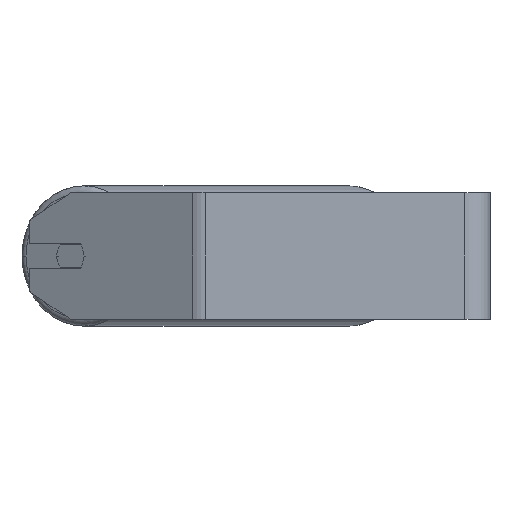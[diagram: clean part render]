
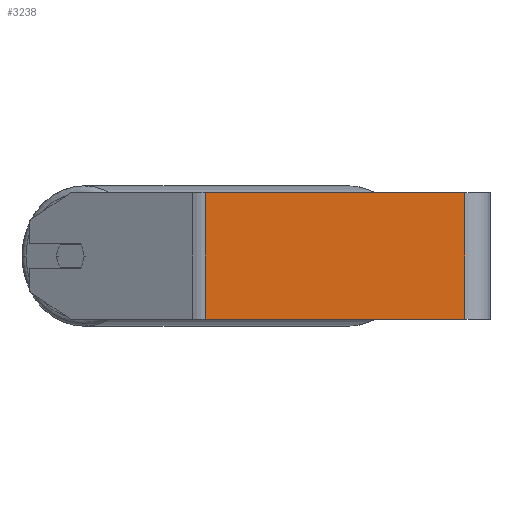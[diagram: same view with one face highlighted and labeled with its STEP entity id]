
A CAD part, left-side view. The second image highlights one B-rep face of the part: STEP entity #3238.
In plain terms, the highlighted planar face has unit normal (-1, 0, 0).
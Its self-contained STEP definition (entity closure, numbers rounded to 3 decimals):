
#198 = CARTESIAN_POINT ( 'NONE',  ( -380., 180.717, 40. ) ) ;
#466 = CARTESIAN_POINT ( 'NONE',  ( -380., 16., 40. ) ) ;
#625 = LINE ( 'NONE', #2845, #1671 ) ;
#790 = CARTESIAN_POINT ( 'NONE',  ( -380., 180.717, 40. ) ) ;
#837 = LINE ( 'NONE', #2463, #5060 ) ;
#1035 = DIRECTION ( 'NONE',  ( 1., 0., 0. ) ) ;
#1044 = CARTESIAN_POINT ( 'NONE',  ( -380., 180.717, -40. ) ) ;
#1310 = VERTEX_POINT ( 'NONE', #2772 ) ;
#1315 = LINE ( 'NONE', #790, #2469 ) ;
#1671 = VECTOR ( 'NONE', #1786, 1000. ) ;
#1729 = ORIENTED_EDGE ( 'NONE', *, *, #2317, .F. ) ;
#1786 = DIRECTION ( 'NONE',  ( 0., -1., 0. ) ) ;
#1918 = DIRECTION ( 'NONE',  ( 0., 0., -1. ) ) ;
#2257 = VERTEX_POINT ( 'NONE', #4676 ) ;
#2317 = EDGE_CURVE ( 'NONE', #6685, #2257, #837, .T. ) ;
#2463 = CARTESIAN_POINT ( 'NONE',  ( -380., 185.004, 40. ) ) ;
#2469 = VECTOR ( 'NONE', #1918, 1000. ) ;
#2560 = EDGE_CURVE ( 'NONE', #6898, #1310, #625, .T. ) ;
#2579 = AXIS2_PLACEMENT_3D ( 'NONE', #5857, #1035, #2654 ) ;
#2654 = DIRECTION ( 'NONE',  ( 0., 0., -1. ) ) ;
#2772 = CARTESIAN_POINT ( 'NONE',  ( -380., 16., -40. ) ) ;
#2845 = CARTESIAN_POINT ( 'NONE',  ( -380., 185.004, -40. ) ) ;
#3036 = VECTOR ( 'NONE', #6906, 1000. ) ;
#3039 = EDGE_CURVE ( 'NONE', #6685, #6898, #1315, .T. ) ;
#3238 = ADVANCED_FACE ( 'NONE', ( #5706 ), #3719, .F. ) ;
#3508 = ORIENTED_EDGE ( 'NONE', *, *, #4862, .F. ) ;
#3608 = LINE ( 'NONE', #466, #3036 ) ;
#3719 = PLANE ( 'NONE',  #2579 ) ;
#4474 = EDGE_LOOP ( 'NONE', ( #6027, #3508, #1729, #6138 ) ) ;
#4607 = DIRECTION ( 'NONE',  ( 0., -1., 0. ) ) ;
#4676 = CARTESIAN_POINT ( 'NONE',  ( -380., 16., 40. ) ) ;
#4862 = EDGE_CURVE ( 'NONE', #2257, #1310, #3608, .T. ) ;
#5060 = VECTOR ( 'NONE', #4607, 1000. ) ;
#5706 = FACE_OUTER_BOUND ( 'NONE', #4474, .T. ) ;
#5857 = CARTESIAN_POINT ( 'NONE',  ( -380., 185.004, 40. ) ) ;
#6027 = ORIENTED_EDGE ( 'NONE', *, *, #2560, .T. ) ;
#6138 = ORIENTED_EDGE ( 'NONE', *, *, #3039, .T. ) ;
#6685 = VERTEX_POINT ( 'NONE', #198 ) ;
#6898 = VERTEX_POINT ( 'NONE', #1044 ) ;
#6906 = DIRECTION ( 'NONE',  ( 0., 0., -1. ) ) ;
